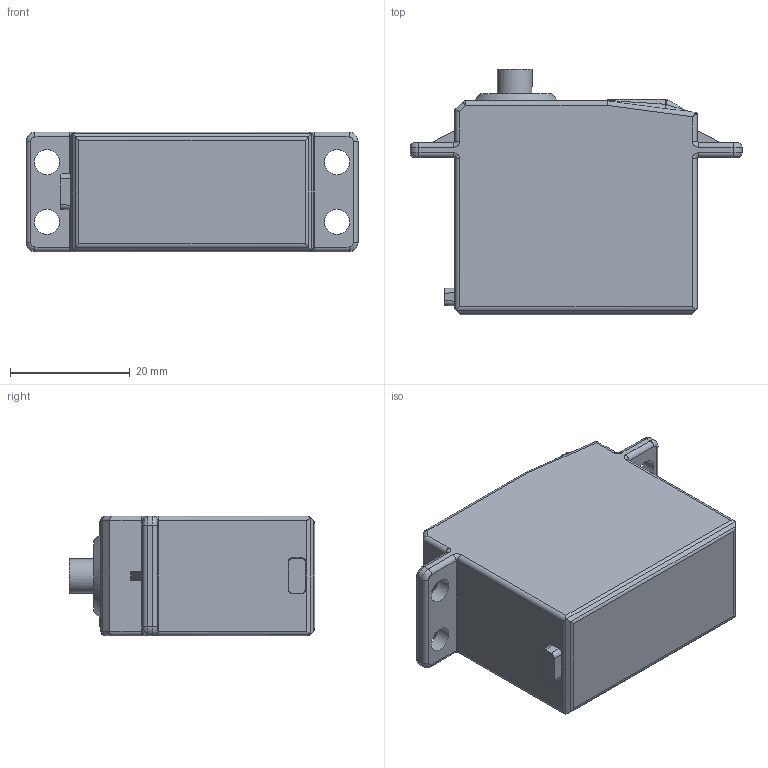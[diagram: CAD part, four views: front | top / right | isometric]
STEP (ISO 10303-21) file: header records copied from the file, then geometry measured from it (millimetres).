
FILE_DESCRIPTION((''),'2;1');
FILE_NAME('Servo.stp','2013-12-28T14:44:25',('Cookie'),(''),'Autodesk Inventor 2013','Autodesk Inventor 2013','');
FILE_SCHEMA(('AUTOMOTIVE_DESIGN { 1 0 10303 214 1 1 1 1 }'));
Length unit declared in the file: millimetre
Products named in the file (1): Servo
Bounding box: 55.5 x 41.1 x 20 mm (x, y, z)
Volume: 29657.8 mm3; surface area: 6555.4 mm2
Topology: 1 solids, 1 shells, 134 faces, 314 edges, 184 vertices
Faces by surface type: cylinder 65, plane 41, bspline 17, torus 8, sphere 2, cone 1
Full cylindrical faces by diameter (mm): 2.5 x1, 4.2 x4, 5.8 x1, 14 x1
Entity records: 4284 total; most frequent: CARTESIAN_POINT 1188, DIRECTION 674, ORIENTED_EDGE 606, EDGE_CURVE 303, AXIS2_PLACEMENT_3D 262, VERTEX_POINT 183, EDGE_LOOP 154, VECTOR 150
